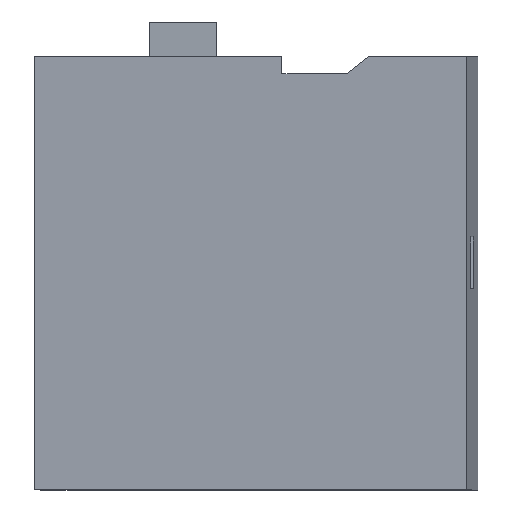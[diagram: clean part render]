
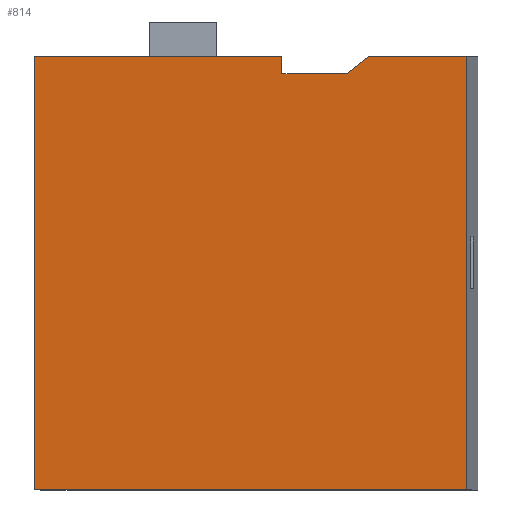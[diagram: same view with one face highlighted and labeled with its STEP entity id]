
A CAD part, top view. The second image highlights one B-rep face of the part: STEP entity #814.
In plain terms, the highlighted planar face has unit normal (-0.104, 0, 0.995).
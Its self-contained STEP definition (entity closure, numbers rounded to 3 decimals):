
#24=FACE_OUTER_BOUND('',#64,.T.);
#64=EDGE_LOOP('',(#572,#573,#574,#575,#576,#577,#578,#579));
#115=LINE('',#1138,#233);
#128=LINE('',#1165,#246);
#133=LINE('',#1173,#251);
#134=LINE('',#1176,#252);
#135=LINE('',#1178,#253);
#136=LINE('',#1180,#254);
#137=LINE('',#1182,#255);
#138=LINE('',#1183,#256);
#233=VECTOR('',#927,10.);
#246=VECTOR('',#944,10.);
#251=VECTOR('',#951,10.);
#252=VECTOR('',#954,10.);
#253=VECTOR('',#955,10.);
#254=VECTOR('',#956,10.);
#255=VECTOR('',#957,10.);
#256=VECTOR('',#958,10.);
#349=VERTEX_POINT('',#1136);
#350=VERTEX_POINT('',#1137);
#361=VERTEX_POINT('',#1163);
#362=VERTEX_POINT('',#1164);
#365=VERTEX_POINT('',#1175);
#366=VERTEX_POINT('',#1177);
#367=VERTEX_POINT('',#1179);
#368=VERTEX_POINT('',#1181);
#429=EDGE_CURVE('',#349,#350,#115,.T.);
#442=EDGE_CURVE('',#361,#362,#128,.T.);
#447=EDGE_CURVE('',#361,#349,#133,.T.);
#448=EDGE_CURVE('',#350,#365,#134,.T.);
#449=EDGE_CURVE('',#366,#365,#135,.T.);
#450=EDGE_CURVE('',#367,#366,#136,.T.);
#451=EDGE_CURVE('',#367,#368,#137,.T.);
#452=EDGE_CURVE('',#368,#362,#138,.T.);
#572=ORIENTED_EDGE('',*,*,#429,.T.);
#573=ORIENTED_EDGE('',*,*,#448,.T.);
#574=ORIENTED_EDGE('',*,*,#449,.F.);
#575=ORIENTED_EDGE('',*,*,#450,.F.);
#576=ORIENTED_EDGE('',*,*,#451,.T.);
#577=ORIENTED_EDGE('',*,*,#452,.T.);
#578=ORIENTED_EDGE('',*,*,#442,.F.);
#579=ORIENTED_EDGE('',*,*,#447,.T.);
#774=PLANE('',#868);
#814=ADVANCED_FACE('',(#24),#774,.F.);
#868=AXIS2_PLACEMENT_3D('',#1174,#952,#953);
#927=DIRECTION('',(0.,1.,0.));
#944=DIRECTION('',(0.785,0.614,0.083));
#951=DIRECTION('',(-0.995,0.,-0.105));
#952=DIRECTION('center_axis',(0.105,0.,-0.995));
#953=DIRECTION('ref_axis',(0.995,0.,0.105));
#954=DIRECTION('',(-0.995,0.,-0.105));
#955=DIRECTION('',(0.,1.,0.));
#956=DIRECTION('',(-0.995,0.,-0.105));
#957=DIRECTION('',(0.,1.,0.));
#958=DIRECTION('',(-0.995,0.,-0.105));
#1136=CARTESIAN_POINT('',(50.5,115.,20.04));
#1137=CARTESIAN_POINT('',(50.5,120.,20.04));
#1138=CARTESIAN_POINT('',(50.5,123.5,20.04));
#1163=CARTESIAN_POINT('',(69.,115.,21.985));
#1164=CARTESIAN_POINT('',(75.4,120.,22.658));
#1165=CARTESIAN_POINT('',(74.077,118.966,22.518));
#1173=CARTESIAN_POINT('',(13.883,115.,16.192));
#1174=CARTESIAN_POINT('Origin',(-22.288,127.,12.39));
#1175=CARTESIAN_POINT('',(-21.,120.,12.525));
#1176=CARTESIAN_POINT('',(10.317,120.,15.817));
#1177=CARTESIAN_POINT('',(-21.,-5.,12.525));
#1178=CARTESIAN_POINT('',(-21.,63.5,12.525));
#1179=CARTESIAN_POINT('',(103.676,-5.,25.629));
#1180=CARTESIAN_POINT('',(9.745,-5.,15.757));
#1181=CARTESIAN_POINT('',(103.676,120.,25.629));
#1182=CARTESIAN_POINT('',(103.676,61.,25.629));
#1183=CARTESIAN_POINT('',(10.317,120.,15.817));
